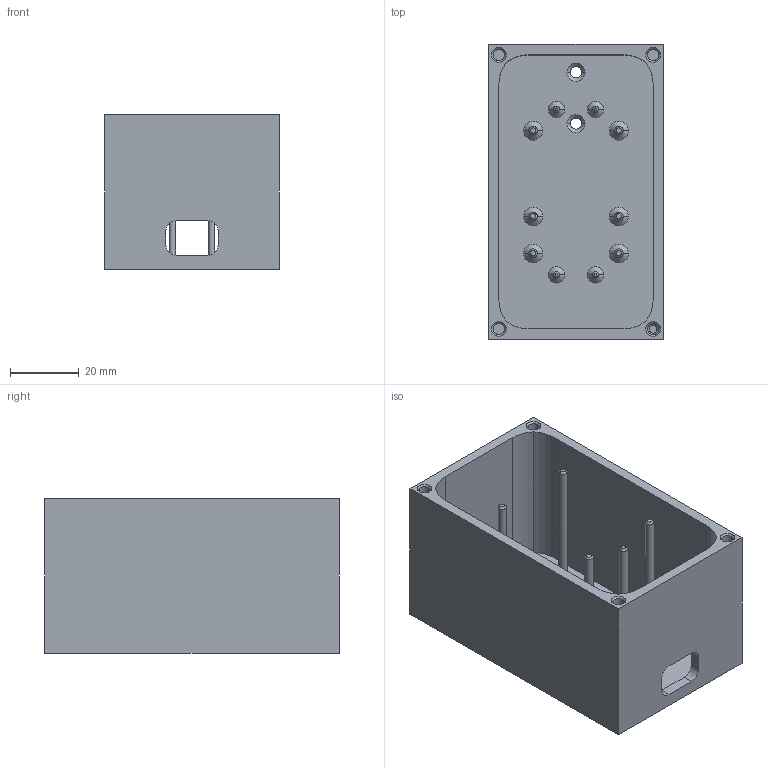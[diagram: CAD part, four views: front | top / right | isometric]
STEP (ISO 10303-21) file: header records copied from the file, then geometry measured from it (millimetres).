
FILE_DESCRIPTION (( 'STEP AP214' ), '1' );
FILE_NAME ('GREA_PLANT_TOWER_EHOUSING_HOUSING.STEP', '2025-02-17T13:36:34', ( '' ), ( '' ), 'SwSTEP 2.0', 'SolidWorks 2024', '' );
FILE_SCHEMA (( 'AUTOMOTIVE_DESIGN' ));
Length unit declared in the file: millimetre
Products named in the file (1): GREA_PLANT_TOWER_EHOUSING_HOUSING
Bounding box: 51 x 86 x 45 mm (x, y, z)
Volume: 43919 mm3; surface area: 34742.4 mm2
Topology: 1 solids, 1 shells, 135 faces, 300 edges, 182 vertices
Faces by surface type: cone 54, cylinder 48, plane 33
Entity records: 3771 total; most frequent: DIRECTION 722, CARTESIAN_POINT 618, ORIENTED_EDGE 600, EDGE_CURVE 300, AXIS2_PLACEMENT_3D 286, VERTEX_POINT 182, EDGE_LOOP 158, CIRCLE 150
